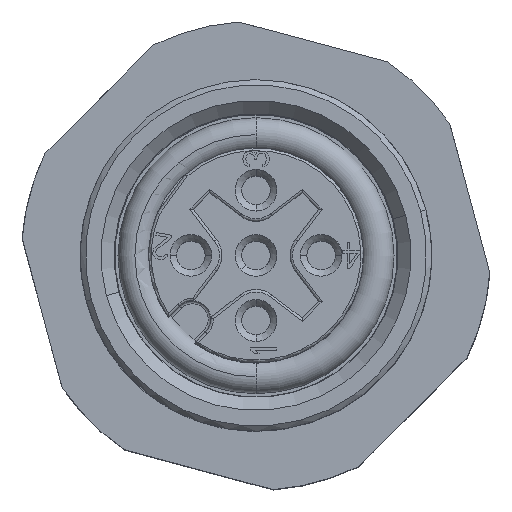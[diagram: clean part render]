
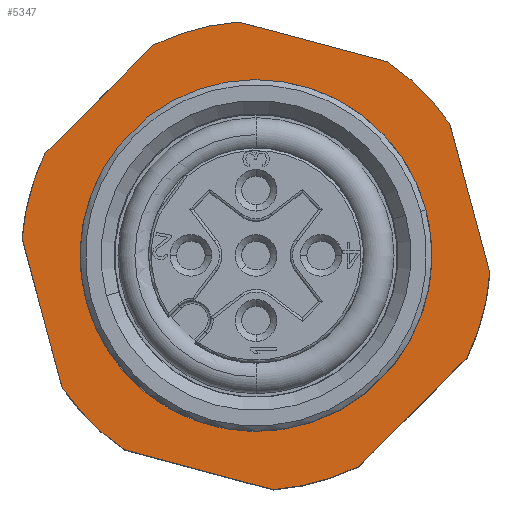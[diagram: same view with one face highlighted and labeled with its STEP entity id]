
A CAD part, top view. The second image highlights one B-rep face of the part: STEP entity #5347.
In plain terms, the highlighted planar face has unit normal (0, 0, 1).
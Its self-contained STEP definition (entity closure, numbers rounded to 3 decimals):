
#1187=CARTESIAN_POINT('',(0.,0.,5.45));
#1188=DIRECTION('',(0.,0.,-1.));
#1189=DIRECTION('',(-0.616,0.788,0.));
#1190=AXIS2_PLACEMENT_3D('',#1187,#1188,#1189);
#1192=DIRECTION('',(0.259,-0.966,0.));
#1193=VECTOR('',#1192,5.916);
#1194=CARTESIAN_POINT('',(-8.976,0.657,5.45));
#1195=LINE('',#1194,#1193);
#1196=CARTESIAN_POINT('',(0.,0.,5.45));
#1197=DIRECTION('',(0.,0.,-1.));
#1198=DIRECTION('',(-0.997,0.073,0.));
#1199=AXIS2_PLACEMENT_3D('',#1196,#1197,#1198);
#1201=DIRECTION('',(-0.707,-0.707,0.));
#1202=VECTOR('',#1201,5.916);
#1203=CARTESIAN_POINT('',(-3.919,8.102,5.45));
#1204=LINE('',#1203,#1202);
#1205=CARTESIAN_POINT('',(0.,0.,5.45));
#1206=DIRECTION('',(0.,0.,-1.));
#1207=DIRECTION('',(-0.435,0.9,0.));
#1208=AXIS2_PLACEMENT_3D('',#1205,#1206,#1207);
#1210=DIRECTION('',(0.966,-0.259,0.));
#1211=VECTOR('',#1210,5.916);
#1212=CARTESIAN_POINT('',(-0.657,8.976,5.45));
#1213=LINE('',#1212,#1211);
#1214=CARTESIAN_POINT('',(0.,0.,5.45));
#1215=DIRECTION('',(0.,0.,-1.));
#1216=DIRECTION('',(0.562,0.827,0.));
#1217=AXIS2_PLACEMENT_3D('',#1214,#1215,#1216);
#1219=DIRECTION('',(-0.259,0.966,0.));
#1220=VECTOR('',#1219,5.916);
#1221=CARTESIAN_POINT('',(8.976,-0.657,5.45));
#1222=LINE('',#1221,#1220);
#1223=CARTESIAN_POINT('',(0.,0.,5.45));
#1224=DIRECTION('',(0.,0.,1.));
#1225=DIRECTION('',(0.9,-0.435,0.));
#1226=AXIS2_PLACEMENT_3D('',#1223,#1224,#1225);
#1228=DIRECTION('',(0.707,0.707,0.));
#1229=VECTOR('',#1228,5.916);
#1230=CARTESIAN_POINT('',(3.919,-8.102,5.45));
#1231=LINE('',#1230,#1229);
#1232=CARTESIAN_POINT('',(0.,0.,5.45));
#1233=DIRECTION('',(0.,0.,1.));
#1234=DIRECTION('',(0.073,-0.997,0.));
#1235=AXIS2_PLACEMENT_3D('',#1232,#1233,#1234);
#1237=DIRECTION('',(-0.966,0.259,0.));
#1238=VECTOR('',#1237,5.916);
#1239=CARTESIAN_POINT('',(0.657,-8.976,5.45));
#1240=LINE('',#1239,#1238);
#1241=CARTESIAN_POINT('',(0.,0.,5.45));
#1242=DIRECTION('',(0.,0.,1.));
#1243=DIRECTION('',(-0.827,-0.562,0.));
#1244=AXIS2_PLACEMENT_3D('',#1241,#1242,#1243);
#1246=DIRECTION('',(-0.707,-0.707,0.));
#1247=VECTOR('',#1246,1.64);
#1248=CARTESIAN_POINT('',(5.317,-4.158,5.45));
#1249=LINE('',#1248,#1247);
#1250=DIRECTION('',(0.707,0.707,0.));
#1251=VECTOR('',#1250,1.64);
#1252=CARTESIAN_POINT('',(-5.317,4.158,5.45));
#1253=LINE('',#1252,#1251);
#2014=CARTESIAN_POINT('',(0.,0.,5.45));
#2015=DIRECTION('',(0.,0.,-1.));
#2016=DIRECTION('',(0.616,-0.788,0.));
#2017=AXIS2_PLACEMENT_3D('',#2014,#2015,#2016);
#3988=CARTESIAN_POINT('',(-5.317,4.158,5.45));
#3990=VERTEX_POINT('',#3988);
#3992=CARTESIAN_POINT('',(-4.158,5.317,5.45));
#3994=VERTEX_POINT('',#3992);
#3996=CARTESIAN_POINT('',(5.317,-4.158,5.45));
#3998=VERTEX_POINT('',#3996);
#4000=CARTESIAN_POINT('',(4.158,-5.317,5.45));
#4002=VERTEX_POINT('',#4000);
#4043=CARTESIAN_POINT('',(-8.976,0.657,5.45));
#4044=VERTEX_POINT('',#4043);
#4045=CARTESIAN_POINT('',(7.445,5.057,5.45));
#4046=VERTEX_POINT('',#4045);
#4047=CARTESIAN_POINT('',(-0.657,8.976,5.45));
#4048=VERTEX_POINT('',#4047);
#4049=CARTESIAN_POINT('',(5.057,7.445,5.45));
#4050=VERTEX_POINT('',#4049);
#4051=CARTESIAN_POINT('',(-8.102,3.919,5.45));
#4052=VERTEX_POINT('',#4051);
#4053=CARTESIAN_POINT('',(-3.919,8.102,5.45));
#4054=VERTEX_POINT('',#4053);
#4055=CARTESIAN_POINT('',(-7.445,-5.057,5.45));
#4056=VERTEX_POINT('',#4055);
#4057=CARTESIAN_POINT('',(0.657,-8.976,5.45));
#4058=CARTESIAN_POINT('',(-5.057,-7.445,5.45));
#4059=VERTEX_POINT('',#4057);
#4060=VERTEX_POINT('',#4058);
#4061=CARTESIAN_POINT('',(3.919,-8.102,5.45));
#4062=CARTESIAN_POINT('',(8.102,-3.919,5.45));
#4063=VERTEX_POINT('',#4061);
#4064=VERTEX_POINT('',#4062);
#4065=CARTESIAN_POINT('',(8.976,-0.657,5.45));
#4066=VERTEX_POINT('',#4065);
#5308=CARTESIAN_POINT('',(0.,0.,5.45));
#5309=DIRECTION('',(0.,0.,-1.));
#5310=DIRECTION('',(0.966,0.259,0.));
#5311=AXIS2_PLACEMENT_3D('',#5308,#5309,#5310);
#5312=PLANE('',#5311);
#5314=ORIENTED_EDGE('',*,*,#5313,.F.);
#5316=ORIENTED_EDGE('',*,*,#5315,.T.);
#5318=ORIENTED_EDGE('',*,*,#5317,.F.);
#5320=ORIENTED_EDGE('',*,*,#5319,.T.);
#5322=ORIENTED_EDGE('',*,*,#5321,.T.);
#5324=ORIENTED_EDGE('',*,*,#5323,.T.);
#5326=ORIENTED_EDGE('',*,*,#5325,.F.);
#5328=ORIENTED_EDGE('',*,*,#5327,.F.);
#5330=ORIENTED_EDGE('',*,*,#5329,.F.);
#5332=ORIENTED_EDGE('',*,*,#5331,.F.);
#5334=ORIENTED_EDGE('',*,*,#5333,.T.);
#5336=ORIENTED_EDGE('',*,*,#5335,.F.);
#5337=EDGE_LOOP('',(#5314,#5316,#5318,#5320,#5322,#5324,#5326,#5328,#5330,#5332,
#5334,#5336));
#5338=FACE_OUTER_BOUND('',#5337,.F.);
#5340=ORIENTED_EDGE('',*,*,#5339,.F.);
#5341=ORIENTED_EDGE('',*,*,#5284,.F.);
#5342=ORIENTED_EDGE('',*,*,#5297,.F.);
#5344=ORIENTED_EDGE('',*,*,#5343,.F.);
#5345=EDGE_LOOP('',(#5340,#5341,#5342,#5344));
#5346=FACE_BOUND('',#5345,.F.);
#1191=CIRCLE('',#1190,6.75);
#1200=CIRCLE('',#1199,9.);
#1209=CIRCLE('',#1208,9.);
#1218=CIRCLE('',#1217,9.);
#1227=CIRCLE('',#1226,9.);
#1236=CIRCLE('',#1235,9.);
#1245=CIRCLE('',#1244,9.);
#2018=CIRCLE('',#2017,6.75);
#5284=EDGE_CURVE('',#3998,#4002,#1249,.T.);
#5297=EDGE_CURVE('',#3994,#3998,#1191,.T.);
#5313=EDGE_CURVE('',#4044,#4056,#1195,.T.);
#5315=EDGE_CURVE('',#4044,#4052,#1200,.T.);
#5317=EDGE_CURVE('',#4054,#4052,#1204,.T.);
#5319=EDGE_CURVE('',#4054,#4048,#1209,.T.);
#5321=EDGE_CURVE('',#4048,#4050,#1213,.T.);
#5323=EDGE_CURVE('',#4050,#4046,#1218,.T.);
#5325=EDGE_CURVE('',#4066,#4046,#1222,.T.);
#5327=EDGE_CURVE('',#4064,#4066,#1227,.T.);
#5329=EDGE_CURVE('',#4063,#4064,#1231,.T.);
#5331=EDGE_CURVE('',#4059,#4063,#1236,.T.);
#5333=EDGE_CURVE('',#4059,#4060,#1240,.T.);
#5335=EDGE_CURVE('',#4056,#4060,#1245,.T.);
#5339=EDGE_CURVE('',#4002,#3990,#2018,.T.);
#5343=EDGE_CURVE('',#3990,#3994,#1253,.T.);
#5347=ADVANCED_FACE('',(#5338,#5346),#5312,.F.);
